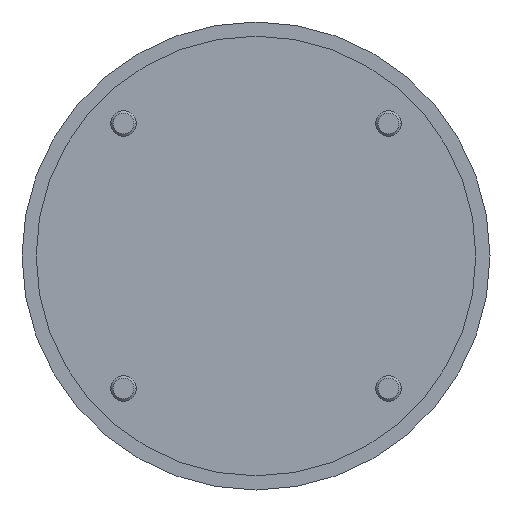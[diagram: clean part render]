
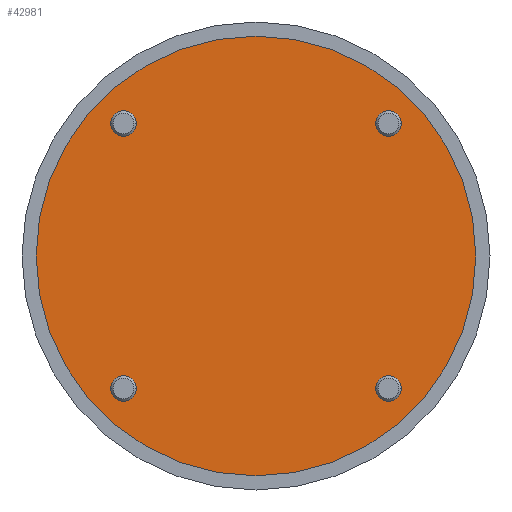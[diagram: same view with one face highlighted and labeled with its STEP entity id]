
A CAD part, left-side view. The second image highlights one B-rep face of the part: STEP entity #42981.
In plain terms, the highlighted planar face has unit normal (-1, 0, 0).
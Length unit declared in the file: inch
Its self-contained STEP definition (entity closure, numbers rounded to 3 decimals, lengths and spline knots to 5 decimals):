
#697 = CARTESIAN_POINT ( 'NONE',  ( -8.135, 2.31326, 2.56326 ) ) ;
#1415 = EDGE_CURVE ( 'Defeatured_0_55+Defeatured_0_167+Defeatured_0_167+Defeatured_0_167', #46111, #44330, #44335, .T. ) ;
#1667 = EDGE_LOOP ( 'NONE', ( #7352, #5001 ) ) ;
#2042 = DIRECTION ( 'NONE',  ( 1., 0., 0. ) ) ;
#3248 = CARTESIAN_POINT ( 'NONE',  ( -8.135, 0., 0. ) ) ;
#3295 = DIRECTION ( 'NONE',  ( 0., 0., -1. ) ) ;
#3929 = EDGE_LOOP ( 'NONE', ( #17171, #41135 ) ) ;
#4258 = CARTESIAN_POINT ( 'NONE',  ( -8.135, 2.81326, -2.56326 ) ) ;
#4390 = DIRECTION ( 'NONE',  ( 1., 0., 0. ) ) ;
#5001 = ORIENTED_EDGE ( 'NONE', *, *, #27159, .T. ) ;
#5506 = FACE_BOUND ( 'NONE', #1667, .T. ) ;
#6808 = CARTESIAN_POINT ( 'NONE',  ( -8.135, 2.56326, 2.56326 ) ) ;
#7049 = DIRECTION ( 'NONE',  ( 1., 0., 0. ) ) ;
#7352 = ORIENTED_EDGE ( 'NONE', *, *, #38709, .T. ) ;
#7510 = ORIENTED_EDGE ( 'NONE', *, *, #18127, .F. ) ;
#7996 = VERTEX_POINT ( 'NONE', #45320 ) ;
#8144 = VERTEX_POINT ( 'NONE', #41334 ) ;
#9368 = FACE_OUTER_BOUND ( 'NONE', #36967, .T. ) ;
#9440 = CARTESIAN_POINT ( 'NONE',  ( -8.135, -2.56326, 2.56326 ) ) ;
#10307 = CARTESIAN_POINT ( 'NONE',  ( -8.135, 2.56326, 2.56326 ) ) ;
#11092 = VERTEX_POINT ( 'NONE', #697 ) ;
#11935 = CIRCLE ( 'NONE', #41701, 0.25 ) ;
#12095 = CIRCLE ( 'NONE', #19634, 0.25 ) ;
#12797 = EDGE_CURVE ( 'Defeatured_0_55+Defeatured_0_123+Defeatured_0_123+Defeatured_0_123', #11092, #36841, #47189, .T. ) ;
#13075 = PLANE ( 'NONE',  #16706 ) ;
#13269 = DIRECTION ( 'NONE',  ( 0., 0., -1. ) ) ;
#13874 = CIRCLE ( 'NONE', #41575, 4.2525 ) ;
#14861 = CARTESIAN_POINT ( 'NONE',  ( -8.135, -2.56326, -2.56326 ) ) ;
#16646 = DIRECTION ( 'NONE',  ( 1., 0., 0. ) ) ;
#16706 = AXIS2_PLACEMENT_3D ( 'NONE', #17557, #4390, #51216 ) ;
#17171 = ORIENTED_EDGE ( 'NONE', *, *, #1415, .T. ) ;
#17555 = VERTEX_POINT ( 'NONE', #4258 ) ;
#17557 = CARTESIAN_POINT ( 'NONE',  ( -8.135, 1.626, 0. ) ) ;
#17749 = FACE_BOUND ( 'NONE', #3929, .T. ) ;
#18127 = EDGE_CURVE ( 'Defeatured_0_103+Defeatured_0_55+Defeatured_0_55+Defeatured_0_55', #8144, #7996, #13874, .T. ) ;
#19030 = FACE_BOUND ( 'NONE', #43476, .T. ) ;
#19323 = VERTEX_POINT ( 'NONE', #40903 ) ;
#19634 = AXIS2_PLACEMENT_3D ( 'NONE', #10307, #22212, #46873 ) ;
#20177 = EDGE_CURVE ( 'Defeatured_0_55+Defeatured_0_189+Defeatured_0_189+Defeatured_0_189', #19323, #17555, #21519, .T. ) ;
#20882 = VERTEX_POINT ( 'NONE', #33542 ) ;
#21066 = AXIS2_PLACEMENT_3D ( 'NONE', #23485, #35500, #3295 ) ;
#21519 = CIRCLE ( 'NONE', #49926, 0.25 ) ;
#21695 = DIRECTION ( 'NONE',  ( 1., 0., 0. ) ) ;
#22212 = DIRECTION ( 'NONE',  ( 1., 0., 0. ) ) ;
#22513 = EDGE_CURVE ( 'Defeatured_0_103+Defeatured_0_55+Defeatured_0_55+Defeatured_0_55', #7996, #8144, #28327, .T. ) ;
#23485 = CARTESIAN_POINT ( 'NONE',  ( -8.135, 0., 0. ) ) ;
#23497 = AXIS2_PLACEMENT_3D ( 'NONE', #44756, #16646, #32968 ) ;
#23663 = ORIENTED_EDGE ( 'NONE', *, *, #46004, .T. ) ;
#24898 = EDGE_CURVE ( 'Defeatured_0_55+Defeatured_0_189+Defeatured_0_189+Defeatured_0_189', #17555, #19323, #50965, .T. ) ;
#25550 = CARTESIAN_POINT ( 'NONE',  ( -8.135, 2.56326, -2.56326 ) ) ;
#25695 = AXIS2_PLACEMENT_3D ( 'NONE', #6808, #44429, #52712 ) ;
#27159 = EDGE_CURVE ( 'Defeatured_0_55+Defeatured_0_145+Defeatured_0_145+Defeatured_0_145', #20882, #52410, #35007, .T. ) ;
#28036 = FACE_BOUND ( 'NONE', #29021, .T. ) ;
#28260 = DIRECTION ( 'NONE',  ( 1., 0., 0. ) ) ;
#28327 = CIRCLE ( 'NONE', #21066, 4.2525 ) ;
#29021 = EDGE_LOOP ( 'NONE', ( #23663, #46484 ) ) ;
#31970 = DIRECTION ( 'NONE',  ( 0., 0., -1. ) ) ;
#32179 = DIRECTION ( 'NONE',  ( 0., 0., -1. ) ) ;
#32968 = DIRECTION ( 'NONE',  ( 0., 0., -1. ) ) ;
#33443 = DIRECTION ( 'NONE',  ( 1., 0., 0. ) ) ;
#33542 = CARTESIAN_POINT ( 'NONE',  ( -8.135, -2.81326, 2.56326 ) ) ;
#34671 = AXIS2_PLACEMENT_3D ( 'NONE', #14861, #2042, #38777 ) ;
#35007 = CIRCLE ( 'NONE', #43546, 0.25 ) ;
#35500 = DIRECTION ( 'NONE',  ( 1., 0., 0. ) ) ;
#36806 = AXIS2_PLACEMENT_3D ( 'NONE', #25550, #33443, #50048 ) ;
#36841 = VERTEX_POINT ( 'NONE', #48150 ) ;
#36967 = EDGE_LOOP ( 'NONE', ( #7510, #38352 ) ) ;
#37390 = CARTESIAN_POINT ( 'NONE',  ( -8.135, -2.31326, -2.56326 ) ) ;
#38046 = CARTESIAN_POINT ( 'NONE',  ( -8.135, -2.81326, -2.56326 ) ) ;
#38352 = ORIENTED_EDGE ( 'NONE', *, *, #22513, .F. ) ;
#38709 = EDGE_CURVE ( 'Defeatured_0_55+Defeatured_0_145+Defeatured_0_145+Defeatured_0_145', #52410, #20882, #11935, .T. ) ;
#38777 = DIRECTION ( 'NONE',  ( 0., 0., -1. ) ) ;
#39842 = ORIENTED_EDGE ( 'NONE', *, *, #24898, .T. ) ;
#40513 = CARTESIAN_POINT ( 'NONE',  ( -8.135, 2.56326, -2.56326 ) ) ;
#40759 = EDGE_CURVE ( 'Defeatured_0_55+Defeatured_0_167+Defeatured_0_167+Defeatured_0_167', #44330, #46111, #47279, .T. ) ;
#40903 = CARTESIAN_POINT ( 'NONE',  ( -8.135, 2.31326, -2.56326 ) ) ;
#41135 = ORIENTED_EDGE ( 'NONE', *, *, #40759, .T. ) ;
#41334 = CARTESIAN_POINT ( 'NONE',  ( -8.135, 0., -4.2525 ) ) ;
#41575 = AXIS2_PLACEMENT_3D ( 'NONE', #3248, #28260, #32179 ) ;
#41701 = AXIS2_PLACEMENT_3D ( 'NONE', #9440, #21695, #13269 ) ;
#42981 = ADVANCED_FACE ( 'Defeatured_0_55', ( #19030, #17749, #5506, #28036, #9368 ), #13075, .F. ) ;
#43476 = EDGE_LOOP ( 'NONE', ( #39842, #44253 ) ) ;
#43546 = AXIS2_PLACEMENT_3D ( 'NONE', #48254, #43956, #31970 ) ;
#43956 = DIRECTION ( 'NONE',  ( 1., 0., 0. ) ) ;
#44253 = ORIENTED_EDGE ( 'NONE', *, *, #20177, .T. ) ;
#44330 = VERTEX_POINT ( 'NONE', #38046 ) ;
#44331 = DIRECTION ( 'NONE',  ( 0., 0., -1. ) ) ;
#44335 = CIRCLE ( 'NONE', #34671, 0.25 ) ;
#44429 = DIRECTION ( 'NONE',  ( 1., 0., 0. ) ) ;
#44756 = CARTESIAN_POINT ( 'NONE',  ( -8.135, -2.56326, -2.56326 ) ) ;
#45168 = CARTESIAN_POINT ( 'NONE',  ( -8.135, -2.31326, 2.56326 ) ) ;
#45320 = CARTESIAN_POINT ( 'NONE',  ( -8.135, 0., 4.2525 ) ) ;
#46004 = EDGE_CURVE ( 'Defeatured_0_55+Defeatured_0_123+Defeatured_0_123+Defeatured_0_123', #36841, #11092, #12095, .T. ) ;
#46111 = VERTEX_POINT ( 'NONE', #37390 ) ;
#46484 = ORIENTED_EDGE ( 'NONE', *, *, #12797, .T. ) ;
#46873 = DIRECTION ( 'NONE',  ( 0., 0., -1. ) ) ;
#47189 = CIRCLE ( 'NONE', #25695, 0.25 ) ;
#47279 = CIRCLE ( 'NONE', #23497, 0.25 ) ;
#48150 = CARTESIAN_POINT ( 'NONE',  ( -8.135, 2.81326, 2.56326 ) ) ;
#48254 = CARTESIAN_POINT ( 'NONE',  ( -8.135, -2.56326, 2.56326 ) ) ;
#49926 = AXIS2_PLACEMENT_3D ( 'NONE', #40513, #7049, #44331 ) ;
#50048 = DIRECTION ( 'NONE',  ( 0., 0., -1. ) ) ;
#50965 = CIRCLE ( 'NONE', #36806, 0.25 ) ;
#51216 = DIRECTION ( 'NONE',  ( 0., 0., -1. ) ) ;
#52410 = VERTEX_POINT ( 'NONE', #45168 ) ;
#52712 = DIRECTION ( 'NONE',  ( 0., 0., -1. ) ) ;
